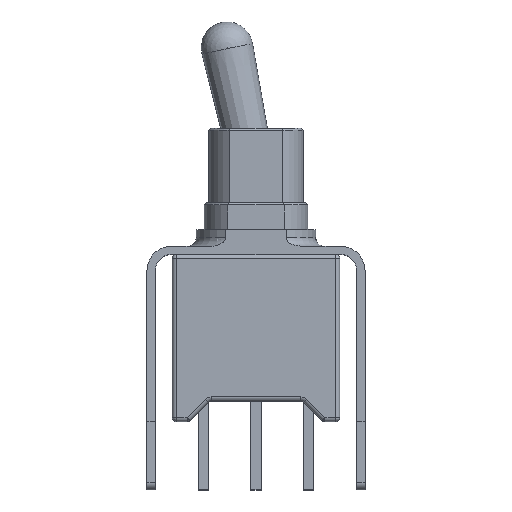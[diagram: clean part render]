
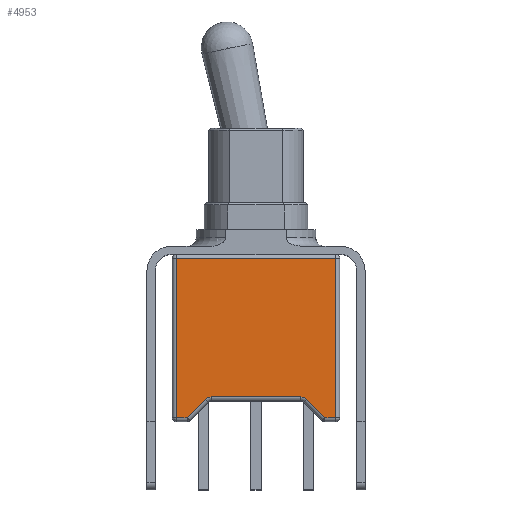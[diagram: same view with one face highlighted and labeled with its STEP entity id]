
A CAD part, top view. The second image highlights one B-rep face of the part: STEP entity #4953.
In plain terms, the highlighted planar face has unit normal (0, 0, 1).
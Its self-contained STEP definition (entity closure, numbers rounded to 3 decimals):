
#29 = DIRECTION ( 'NONE',  ( 1., 0., 0. ) ) ;
#162 = AXIS2_PLACEMENT_3D ( 'NONE', #5262, #4416, #2121 ) ;
#366 = EDGE_LOOP ( 'NONE', ( #2434, #1399, #2160, #3505, #2180, #5171, #5513, #4927, #5663, #5486 ) ) ;
#374 = VERTEX_POINT ( 'NONE', #4271 ) ;
#438 = CARTESIAN_POINT ( 'NONE',  ( 0., 7.9, 2.5 ) ) ;
#460 = CARTESIAN_POINT ( 'NONE',  ( 3.391, 0.141, 2.5 ) ) ;
#565 = CARTESIAN_POINT ( 'NONE',  ( 2.45, 1.083, 2.5 ) ) ;
#579 = EDGE_CURVE ( 'NONE', #2753, #2588, #2043, .T. ) ;
#849 = CIRCLE ( 'NONE', #1514, 0.4 ) ;
#970 = DIRECTION ( 'NONE',  ( 0.707, -0.707, 0. ) ) ;
#1030 = VECTOR ( 'NONE', #29, 1000. ) ;
#1040 = DIRECTION ( 'NONE',  ( 0.707, 0.707, 0. ) ) ;
#1052 = VERTEX_POINT ( 'NONE', #2774 ) ;
#1146 = DIRECTION ( 'NONE',  ( 1., 0., 0. ) ) ;
#1150 = EDGE_CURVE ( 'NONE', #1969, #4419, #4118, .T. ) ;
#1271 = CARTESIAN_POINT ( 'NONE',  ( -2.167, 1.2, 2.5 ) ) ;
#1318 = VERTEX_POINT ( 'NONE', #1271 ) ;
#1399 = ORIENTED_EDGE ( 'NONE', *, *, #1150, .T. ) ;
#1514 = AXIS2_PLACEMENT_3D ( 'NONE', #5123, #2786, #5153 ) ;
#1533 = EDGE_CURVE ( 'NONE', #4419, #2835, #3687, .T. ) ;
#1586 = VECTOR ( 'NONE', #4398, 1000. ) ;
#1594 = VECTOR ( 'NONE', #2670, 1000. ) ;
#1762 = CARTESIAN_POINT ( 'NONE',  ( -3.85, 0., 2.5 ) ) ;
#1792 = CARTESIAN_POINT ( 'NONE',  ( -3.333, 0.2, 2.5 ) ) ;
#1912 = DIRECTION ( 'NONE',  ( 1., 0., 0. ) ) ;
#1968 = VECTOR ( 'NONE', #970, 1000. ) ;
#1969 = VERTEX_POINT ( 'NONE', #4609 ) ;
#2043 = CIRCLE ( 'NONE', #3842, 0.4 ) ;
#2121 = DIRECTION ( 'NONE',  ( 1., 0., 0. ) ) ;
#2146 = DIRECTION ( 'NONE',  ( 0., -1., 0. ) ) ;
#2160 = ORIENTED_EDGE ( 'NONE', *, *, #1533, .T. ) ;
#2161 = CARTESIAN_POINT ( 'NONE',  ( 3.85, 7.9, 2.5 ) ) ;
#2162 = CARTESIAN_POINT ( 'NONE',  ( 3.85, 8.1, 2.5 ) ) ;
#2180 = ORIENTED_EDGE ( 'NONE', *, *, #4652, .T. ) ;
#2434 = ORIENTED_EDGE ( 'NONE', *, *, #3116, .T. ) ;
#2508 = VECTOR ( 'NONE', #1912, 1000. ) ;
#2583 = PLANE ( 'NONE',  #162 ) ;
#2588 = VERTEX_POINT ( 'NONE', #3524 ) ;
#2670 = DIRECTION ( 'NONE',  ( -1., 0., 0. ) ) ;
#2699 = VERTEX_POINT ( 'NONE', #2161 ) ;
#2753 = VERTEX_POINT ( 'NONE', #565 ) ;
#2774 = CARTESIAN_POINT ( 'NONE',  ( -3.85, 7.9, 2.5 ) ) ;
#2776 = LINE ( 'NONE', #3578, #1030 ) ;
#2786 = DIRECTION ( 'NONE',  ( 0., 0., 1. ) ) ;
#2793 = CARTESIAN_POINT ( 'NONE',  ( -2.391, 1.141, 2.5 ) ) ;
#2815 = LINE ( 'NONE', #460, #1968 ) ;
#2835 = VERTEX_POINT ( 'NONE', #2837 ) ;
#2837 = CARTESIAN_POINT ( 'NONE',  ( -2.45, 1.083, 2.5 ) ) ;
#3112 = VECTOR ( 'NONE', #1146, 1000. ) ;
#3116 = EDGE_CURVE ( 'NONE', #1052, #1969, #5870, .T. ) ;
#3497 = LINE ( 'NONE', #2162, #1586 ) ;
#3505 = ORIENTED_EDGE ( 'NONE', *, *, #5918, .F. ) ;
#3524 = CARTESIAN_POINT ( 'NONE',  ( 2.167, 1.2, 2.5 ) ) ;
#3578 = CARTESIAN_POINT ( 'NONE',  ( 4.05, 0.2, 2.5 ) ) ;
#3687 = LINE ( 'NONE', #2793, #4314 ) ;
#3821 = EDGE_CURVE ( 'NONE', #374, #2699, #3497, .T. ) ;
#3842 = AXIS2_PLACEMENT_3D ( 'NONE', #4936, #4071, #4456 ) ;
#3921 = CARTESIAN_POINT ( 'NONE',  ( 2.25, 1.2, 2.5 ) ) ;
#3945 = EDGE_CURVE ( 'NONE', #2753, #5569, #2815, .T. ) ;
#4004 = FACE_OUTER_BOUND ( 'NONE', #366, .T. ) ;
#4055 = LINE ( 'NONE', #438, #1594 ) ;
#4071 = DIRECTION ( 'NONE',  ( 0., 0., 1. ) ) ;
#4118 = LINE ( 'NONE', #4231, #2508 ) ;
#4231 = CARTESIAN_POINT ( 'NONE',  ( 0., 0.2, 2.5 ) ) ;
#4271 = CARTESIAN_POINT ( 'NONE',  ( 3.85, 0.2, 2.5 ) ) ;
#4314 = VECTOR ( 'NONE', #1040, 1000. ) ;
#4353 = EDGE_CURVE ( 'NONE', #2699, #1052, #4055, .T. ) ;
#4398 = DIRECTION ( 'NONE',  ( 0., 1., 0. ) ) ;
#4416 = DIRECTION ( 'NONE',  ( 0., 0., 1. ) ) ;
#4419 = VERTEX_POINT ( 'NONE', #1792 ) ;
#4456 = DIRECTION ( 'NONE',  ( 1., 0., 0. ) ) ;
#4609 = CARTESIAN_POINT ( 'NONE',  ( -3.85, 0.2, 2.5 ) ) ;
#4652 = EDGE_CURVE ( 'NONE', #1318, #2588, #5762, .T. ) ;
#4819 = VECTOR ( 'NONE', #2146, 1000. ) ;
#4927 = ORIENTED_EDGE ( 'NONE', *, *, #5103, .T. ) ;
#4936 = CARTESIAN_POINT ( 'NONE',  ( 2.167, 0.8, 2.5 ) ) ;
#4953 = ADVANCED_FACE ( 'NONE', ( #4004 ), #2583, .T. ) ;
#5103 = EDGE_CURVE ( 'NONE', #5569, #374, #2776, .T. ) ;
#5123 = CARTESIAN_POINT ( 'NONE',  ( -2.167, 0.8, 2.5 ) ) ;
#5153 = DIRECTION ( 'NONE',  ( 1., 0., 0. ) ) ;
#5171 = ORIENTED_EDGE ( 'NONE', *, *, #579, .F. ) ;
#5262 = CARTESIAN_POINT ( 'NONE',  ( 0., 0., 2.5 ) ) ;
#5486 = ORIENTED_EDGE ( 'NONE', *, *, #4353, .T. ) ;
#5513 = ORIENTED_EDGE ( 'NONE', *, *, #3945, .T. ) ;
#5538 = CARTESIAN_POINT ( 'NONE',  ( 3.333, 0.2, 2.5 ) ) ;
#5569 = VERTEX_POINT ( 'NONE', #5538 ) ;
#5663 = ORIENTED_EDGE ( 'NONE', *, *, #3821, .T. ) ;
#5762 = LINE ( 'NONE', #3921, #3112 ) ;
#5870 = LINE ( 'NONE', #1762, #4819 ) ;
#5918 = EDGE_CURVE ( 'NONE', #1318, #2835, #849, .T. ) ;
